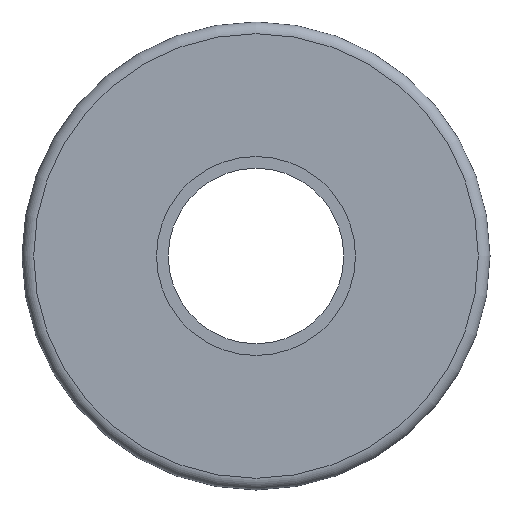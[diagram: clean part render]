
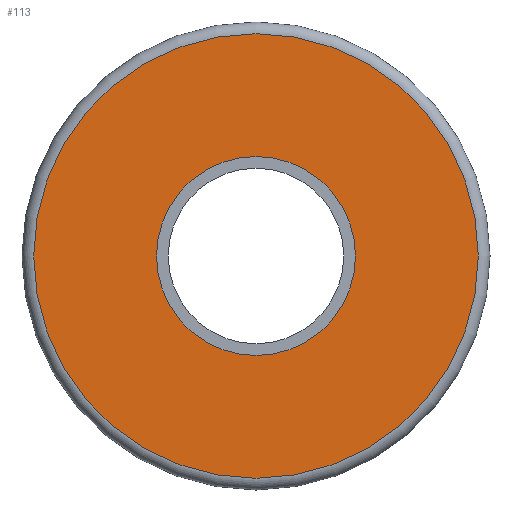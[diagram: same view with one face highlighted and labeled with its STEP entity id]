
A CAD part, left-side view. The second image highlights one B-rep face of the part: STEP entity #113.
In plain terms, the highlighted planar face has unit normal (-1, 0, 0).
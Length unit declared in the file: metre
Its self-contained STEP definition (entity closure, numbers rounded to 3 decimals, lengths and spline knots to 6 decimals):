
#14=PLANE('',#138);
#20=ORIENTED_EDGE('',*,*,#40,.T.);
#21=ORIENTED_EDGE('',*,*,#41,.F.);
#40=EDGE_CURVE('',#50,#50,#60,.T.);
#41=EDGE_CURVE('',#51,#51,#61,.T.);
#50=VERTEX_POINT('',#205);
#51=VERTEX_POINT('',#207);
#60=CIRCLE('',#139,0.019);
#61=CIRCLE('',#140,0.0085);
#70=EDGE_LOOP('',(#20));
#71=EDGE_LOOP('',(#21));
#90=FACE_BOUND('',#70,.T.);
#91=FACE_BOUND('',#71,.T.);
#113=ADVANCED_FACE('',(#90,#91),#14,.T.);
#138=AXIS2_PLACEMENT_3D('',#203,#163,#164);
#139=AXIS2_PLACEMENT_3D('',#204,#165,#166);
#140=AXIS2_PLACEMENT_3D('',#206,#167,#168);
#163=DIRECTION('',(-1.,0.,0.));
#164=DIRECTION('',(0.,-1.,0.));
#165=DIRECTION('',(-1.,0.,0.));
#166=DIRECTION('',(0.,0.,1.));
#167=DIRECTION('',(-1.,0.,0.));
#168=DIRECTION('',(0.,0.,1.));
#203=CARTESIAN_POINT('',(-0.0117,-0.06663,0.014198));
#204=CARTESIAN_POINT('',(-0.0117,-0.06838,0.01425));
#205=CARTESIAN_POINT('',(-0.0117,-0.06838,0.03325));
#206=CARTESIAN_POINT('',(-0.0117,-0.06838,0.01425));
#207=CARTESIAN_POINT('',(-0.0117,-0.06838,0.02275));
